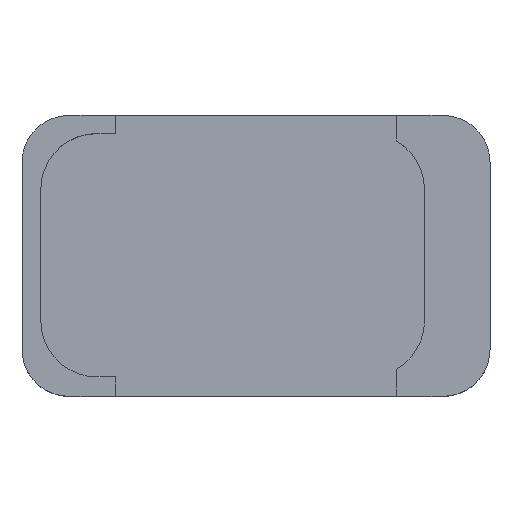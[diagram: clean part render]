
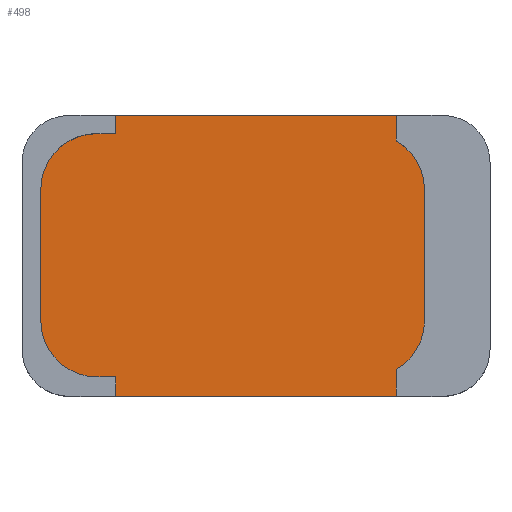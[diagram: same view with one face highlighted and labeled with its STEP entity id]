
A CAD part, top view. The second image highlights one B-rep face of the part: STEP entity #498.
In plain terms, the highlighted planar face has unit normal (0, 0, 1).
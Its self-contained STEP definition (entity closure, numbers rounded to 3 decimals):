
#24=PLANE('',#543);
#43=FACE_OUTER_BOUND('',#71,.T.);
#71=EDGE_LOOP('',(#366,#367,#368,#369,#370,#371,#372,#373,#374,#375,#376,
#377,#378,#379));
#95=LINE('',#745,#147);
#101=LINE('',#757,#153);
#105=LINE('',#766,#157);
#107=LINE('',#772,#159);
#110=LINE('',#778,#162);
#113=LINE('',#784,#165);
#114=LINE('',#788,#166);
#115=LINE('',#790,#167);
#116=LINE('',#794,#168);
#117=LINE('',#796,#169);
#147=VECTOR('',#599,10.);
#153=VECTOR('',#607,10.);
#157=VECTOR('',#613,10.);
#159=VECTOR('',#617,10.);
#162=VECTOR('',#622,10.);
#165=VECTOR('',#627,10.);
#166=VECTOR('',#630,10.);
#167=VECTOR('',#633,10.);
#168=VECTOR('',#636,10.);
#169=VECTOR('',#639,10.);
#200=CIRCLE('',#544,6.);
#201=CIRCLE('',#545,6.);
#202=CIRCLE('',#546,6.);
#203=CIRCLE('',#547,6.);
#220=VERTEX_POINT('',#741);
#222=VERTEX_POINT('',#744);
#225=VERTEX_POINT('',#751);
#227=VERTEX_POINT('',#755);
#229=VERTEX_POINT('',#760);
#231=VERTEX_POINT('',#764);
#232=VERTEX_POINT('',#768);
#234=VERTEX_POINT('',#771);
#236=VERTEX_POINT('',#777);
#238=VERTEX_POINT('',#783);
#239=VERTEX_POINT('',#785);
#240=VERTEX_POINT('',#787);
#241=VERTEX_POINT('',#791);
#242=VERTEX_POINT('',#793);
#271=EDGE_CURVE('',#222,#220,#95,.T.);
#277=EDGE_CURVE('',#225,#227,#101,.T.);
#281=EDGE_CURVE('',#231,#229,#105,.T.);
#283=EDGE_CURVE('',#232,#234,#107,.T.);
#286=EDGE_CURVE('',#225,#236,#110,.T.);
#289=EDGE_CURVE('',#238,#220,#113,.T.);
#290=EDGE_CURVE('',#239,#238,#200,.T.);
#291=EDGE_CURVE('',#240,#239,#114,.T.);
#292=EDGE_CURVE('',#236,#240,#201,.T.);
#293=EDGE_CURVE('',#234,#227,#115,.T.);
#294=EDGE_CURVE('',#241,#232,#202,.T.);
#295=EDGE_CURVE('',#242,#241,#116,.T.);
#296=EDGE_CURVE('',#229,#242,#203,.T.);
#297=EDGE_CURVE('',#222,#231,#117,.T.);
#366=ORIENTED_EDGE('',*,*,#289,.F.);
#367=ORIENTED_EDGE('',*,*,#290,.F.);
#368=ORIENTED_EDGE('',*,*,#291,.F.);
#369=ORIENTED_EDGE('',*,*,#292,.F.);
#370=ORIENTED_EDGE('',*,*,#286,.F.);
#371=ORIENTED_EDGE('',*,*,#277,.T.);
#372=ORIENTED_EDGE('',*,*,#293,.F.);
#373=ORIENTED_EDGE('',*,*,#283,.F.);
#374=ORIENTED_EDGE('',*,*,#294,.F.);
#375=ORIENTED_EDGE('',*,*,#295,.F.);
#376=ORIENTED_EDGE('',*,*,#296,.F.);
#377=ORIENTED_EDGE('',*,*,#281,.F.);
#378=ORIENTED_EDGE('',*,*,#297,.F.);
#379=ORIENTED_EDGE('',*,*,#271,.T.);
#498=ADVANCED_FACE('',(#43),#24,.T.);
#543=AXIS2_PLACEMENT_3D('',#782,#625,#626);
#544=AXIS2_PLACEMENT_3D('',#786,#628,#629);
#545=AXIS2_PLACEMENT_3D('',#789,#631,#632);
#546=AXIS2_PLACEMENT_3D('',#792,#634,#635);
#547=AXIS2_PLACEMENT_3D('',#795,#637,#638);
#599=DIRECTION('',(0.,-1.,0.));
#607=DIRECTION('',(0.,-1.,0.));
#613=DIRECTION('',(0.,-1.,0.));
#617=DIRECTION('',(0.,-1.,0.));
#622=DIRECTION('',(-1.,0.,0.));
#625=DIRECTION('center_axis',(0.,0.,
1.));
#626=DIRECTION('ref_axis',(-1.,0.,0.));
#627=DIRECTION('',(1.,0.,0.));
#628=DIRECTION('center_axis',(0.,0.,
-1.));
#629=DIRECTION('ref_axis',(0.,1.,0.));
#630=DIRECTION('',(0.,1.,0.));
#631=DIRECTION('center_axis',(0.,0.,
-1.));
#632=DIRECTION('ref_axis',(-1.,0.,0.));
#633=DIRECTION('',(-1.,0.,0.));
#634=DIRECTION('center_axis',(0.,0.,
-1.));
#635=DIRECTION('ref_axis',(0.,-1.,0.));
#636=DIRECTION('',(0.,-1.,0.));
#637=DIRECTION('center_axis',(0.,0.,
-1.));
#638=DIRECTION('ref_axis',(1.,0.,0.));
#639=DIRECTION('',(1.,0.,0.));
#741=CARTESIAN_POINT('',(10.,28.075,6.5));
#744=CARTESIAN_POINT('',(10.,30.,6.5));
#745=CARTESIAN_POINT('',(10.,30.,6.5));
#751=CARTESIAN_POINT('',(10.,2.075,6.5));
#755=CARTESIAN_POINT('',(10.,0.,6.5));
#757=CARTESIAN_POINT('',(10.,30.,6.5));
#760=CARTESIAN_POINT('',(40.,27.271,6.5));
#764=CARTESIAN_POINT('',(40.,30.,6.5));
#766=CARTESIAN_POINT('',(40.,30.,6.5));
#768=CARTESIAN_POINT('',(40.,2.878,6.5));
#771=CARTESIAN_POINT('',(40.,0.,6.5));
#772=CARTESIAN_POINT('',(40.,30.,6.5));
#777=CARTESIAN_POINT('',(8.,2.075,6.5));
#778=CARTESIAN_POINT('',(37.,2.075,6.5));
#782=CARTESIAN_POINT('Origin',(22.5,15.075,6.5));
#783=CARTESIAN_POINT('',(8.,28.075,6.5));
#784=CARTESIAN_POINT('',(8.,28.075,6.5));
#785=CARTESIAN_POINT('',(2.,22.075,6.5));
#786=CARTESIAN_POINT('Origin',(8.,22.075,6.5));
#787=CARTESIAN_POINT('',(2.,8.075,6.5));
#788=CARTESIAN_POINT('',(2.,8.075,6.5));
#789=CARTESIAN_POINT('Origin',(8.,8.075,6.5));
#790=CARTESIAN_POINT('',(7.5,0.,6.5));
#791=CARTESIAN_POINT('',(43.,8.075,6.5));
#792=CARTESIAN_POINT('Origin',(37.,8.075,6.5));
#793=CARTESIAN_POINT('',(43.,22.075,6.5));
#794=CARTESIAN_POINT('',(43.,22.075,6.5));
#795=CARTESIAN_POINT('Origin',(37.,22.075,6.5));
#796=CARTESIAN_POINT('',(27.5,30.,6.5));
